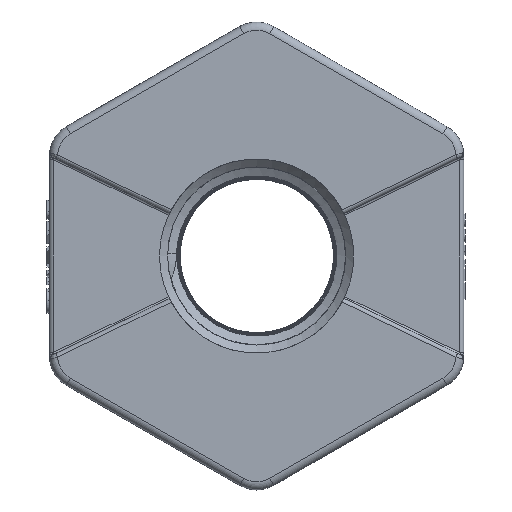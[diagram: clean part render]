
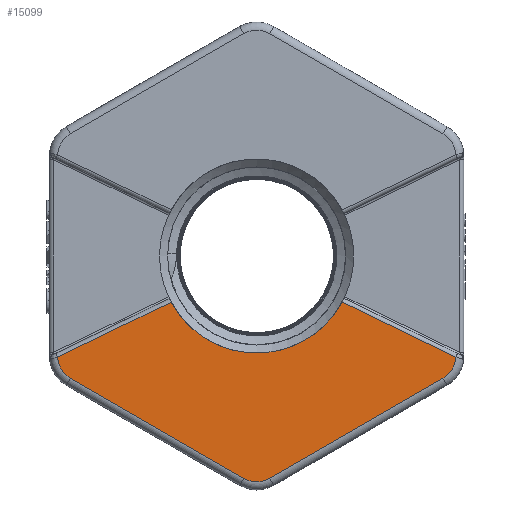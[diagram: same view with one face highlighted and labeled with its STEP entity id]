
A CAD part, left-side view. The second image highlights one B-rep face of the part: STEP entity #15099.
In plain terms, the highlighted planar face has unit normal (-1, 0, 0).
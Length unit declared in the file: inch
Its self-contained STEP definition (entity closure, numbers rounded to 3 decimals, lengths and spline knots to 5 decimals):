
#132=PLANE('',#16080);
#1082=FACE_OUTER_BOUND('',#1981,.T.);
#1981=EDGE_LOOP('',(#10770,#10771,#10772,#10773,#10774,#10775,#10776,#10777));
#2925=CIRCLE('',#16078,0.19);
#2927=CIRCLE('',#16081,0.19);
#2928=CIRCLE('',#16082,0.19);
#2929=CIRCLE('',#16083,0.72);
#3245=LINE('',#24842,#4831);
#3248=LINE('',#24988,#4834);
#3253=LINE('',#25105,#4839);
#3254=LINE('',#25108,#4840);
#4831=VECTOR('',#17178,0.3937);
#4834=VECTOR('',#17197,0.3937);
#4839=VECTOR('',#17230,0.3937);
#4840=VECTOR('',#17233,0.3937);
#6886=VERTEX_POINT('',#24826);
#6889=VERTEX_POINT('',#24840);
#6897=VERTEX_POINT('',#24976);
#6898=VERTEX_POINT('',#24987);
#6908=VERTEX_POINT('',#25098);
#6909=VERTEX_POINT('',#25102);
#6910=VERTEX_POINT('',#25104);
#6911=VERTEX_POINT('',#25106);
#8396=EDGE_CURVE('',#6889,#6886,#3245,.T.);
#8411=EDGE_CURVE('',#6897,#6898,#3248,.T.);
#8428=EDGE_CURVE('',#6898,#6908,#2925,.T.);
#8430=EDGE_CURVE('',#6909,#6889,#2927,.T.);
#8431=EDGE_CURVE('',#6910,#6909,#3253,.T.);
#8432=EDGE_CURVE('',#6911,#6910,#2928,.T.);
#8433=EDGE_CURVE('',#6908,#6911,#3254,.T.);
#8434=EDGE_CURVE('',#6897,#6886,#2929,.T.);
#10770=ORIENTED_EDGE('',*,*,#8396,.F.);
#10771=ORIENTED_EDGE('',*,*,#8430,.F.);
#10772=ORIENTED_EDGE('',*,*,#8431,.F.);
#10773=ORIENTED_EDGE('',*,*,#8432,.F.);
#10774=ORIENTED_EDGE('',*,*,#8433,.F.);
#10775=ORIENTED_EDGE('',*,*,#8428,.F.);
#10776=ORIENTED_EDGE('',*,*,#8411,.F.);
#10777=ORIENTED_EDGE('',*,*,#8434,.T.);
#15099=ADVANCED_FACE('',(#1082),#132,.T.);
#16078=AXIS2_PLACEMENT_3D('',#25099,#17222,#17223);
#16080=AXIS2_PLACEMENT_3D('',#25101,#17226,#17227);
#16081=AXIS2_PLACEMENT_3D('',#25103,#17228,#17229);
#16082=AXIS2_PLACEMENT_3D('',#25107,#17231,#17232);
#16083=AXIS2_PLACEMENT_3D('',#25109,#17234,#17235);
#17178=DIRECTION('',(0.,-0.9,0.436));
#17197=DIRECTION('',(0.,-0.9,-0.436));
#17222=DIRECTION('center_axis',(1.,0.,0.));
#17223=DIRECTION('ref_axis',(0.,-0.863,-0.505));
#17226=DIRECTION('center_axis',(-1.,0.,0.));
#17227=DIRECTION('ref_axis',(0.,0.,1.));
#17228=DIRECTION('center_axis',(1.,0.,0.));
#17229=DIRECTION('ref_axis',(0.,0.863,-0.505));
#17230=DIRECTION('',(0.,0.866,0.5));
#17231=DIRECTION('center_axis',(1.,0.,0.));
#17232=DIRECTION('ref_axis',(0.,0.,-1.));
#17233=DIRECTION('',(0.,0.866,-0.5));
#17234=DIRECTION('center_axis',(1.,0.,0.));
#17235=DIRECTION('ref_axis',(0.,1.,0.));
#24826=CARTESIAN_POINT('',(0.,0.63375,-0.3417));
#24840=CARTESIAN_POINT('',(0.,1.47486,-0.7492));
#24842=CARTESIAN_POINT('',(0.,1.21074,-0.62124));
#24976=CARTESIAN_POINT('',(0.,-0.63375,-0.3417));
#24987=CARTESIAN_POINT('',(0.,-1.47486,-0.7492));
#24988=CARTESIAN_POINT('',(0.,0.14621,0.03616));
#25098=CARTESIAN_POINT('',(0.,-1.38,-0.90644));
#25099=CARTESIAN_POINT('Origin',(0.,-1.285,-0.7419));
#25101=CARTESIAN_POINT('Origin',(0.,1.1275,0.));
#25102=CARTESIAN_POINT('',(0.,1.38,-0.90644));
#25103=CARTESIAN_POINT('Origin',(0.,1.285,-0.7419));
#25104=CARTESIAN_POINT('',(0.,0.095,-1.64834));
#25105=CARTESIAN_POINT('',(0.,1.54406,-0.81172));
#25106=CARTESIAN_POINT('',(0.,-0.095,-1.64834));
#25107=CARTESIAN_POINT('Origin',(0.,0.,-1.48379));
#25108=CARTESIAN_POINT('',(0.,0.06906,-1.74306));
#25109=CARTESIAN_POINT('Origin',(0.,0.,0.));
